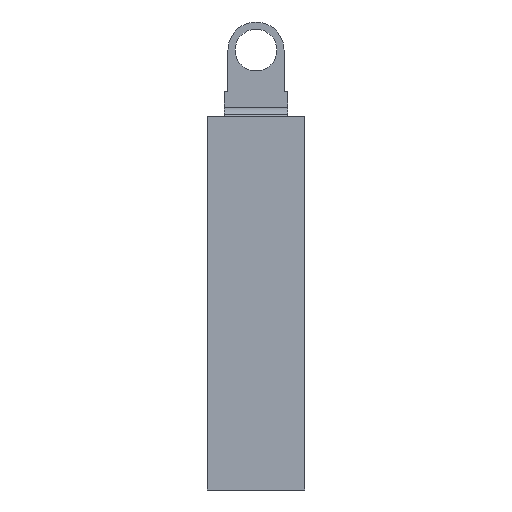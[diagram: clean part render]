
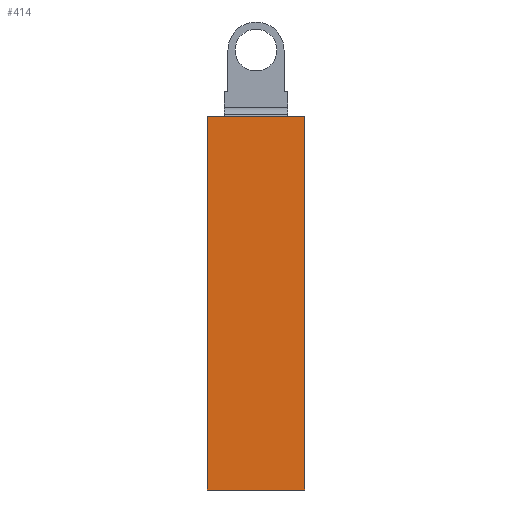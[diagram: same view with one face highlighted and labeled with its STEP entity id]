
A CAD part, left-side view. The second image highlights one B-rep face of the part: STEP entity #414.
In plain terms, the highlighted planar face has unit normal (-1, 0, 0).
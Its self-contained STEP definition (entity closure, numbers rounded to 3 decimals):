
#50=FACE_OUTER_BOUND('',#74,.T.);
#74=EDGE_LOOP('',(#315,#316,#317,#318,#319,#320));
#92=LINE('',#613,#135);
#93=LINE('',#619,#136);
#96=LINE('',#627,#139);
#104=LINE('',#645,#147);
#115=LINE('',#683,#158);
#116=LINE('',#684,#159);
#135=VECTOR('',#488,10.);
#136=VECTOR('',#493,10.);
#139=VECTOR('',#500,10.);
#147=VECTOR('',#516,10.);
#158=VECTOR('',#553,10.);
#159=VECTOR('',#554,10.);
#175=VERTEX_POINT('',#606);
#178=VERTEX_POINT('',#611);
#179=VERTEX_POINT('',#615);
#181=VERTEX_POINT('',#618);
#184=VERTEX_POINT('',#626);
#190=VERTEX_POINT('',#643);
#216=EDGE_CURVE('',#178,#175,#92,.T.);
#218=EDGE_CURVE('',#179,#181,#93,.T.);
#222=EDGE_CURVE('',#181,#184,#96,.T.);
#232=EDGE_CURVE('',#190,#179,#104,.T.);
#251=EDGE_CURVE('',#175,#190,#115,.T.);
#252=EDGE_CURVE('',#184,#178,#116,.T.);
#315=ORIENTED_EDGE('',*,*,#232,.F.);
#316=ORIENTED_EDGE('',*,*,#251,.F.);
#317=ORIENTED_EDGE('',*,*,#216,.F.);
#318=ORIENTED_EDGE('',*,*,#252,.F.);
#319=ORIENTED_EDGE('',*,*,#222,.F.);
#320=ORIENTED_EDGE('',*,*,#218,.F.);
#394=PLANE('',#463);
#414=ADVANCED_FACE('',(#50),#394,.F.);
#463=AXIS2_PLACEMENT_3D('',#682,#551,#552);
#488=DIRECTION('',(0.,1.,0.));
#493=DIRECTION('',(0.,-1.,0.));
#500=DIRECTION('',(0.,-1.,0.));
#516=DIRECTION('',(0.,-1.,0.));
#551=DIRECTION('center_axis',(1.,0.,0.));
#552=DIRECTION('ref_axis',(0.,0.,1.));
#553=DIRECTION('',(0.,0.,1.));
#554=DIRECTION('',(0.,0.,-1.));
#606=CARTESIAN_POINT('',(1.3,40.,-180.));
#611=CARTESIAN_POINT('',(1.3,0.,-180.));
#613=CARTESIAN_POINT('',(1.3,40.,-180.));
#615=CARTESIAN_POINT('',(1.3,33.001,-27.));
#618=CARTESIAN_POINT('',(1.3,6.999,-27.));
#619=CARTESIAN_POINT('',(1.3,2.,-27.));
#626=CARTESIAN_POINT('',(1.3,0.,-27.));
#627=CARTESIAN_POINT('',(1.3,2.,-27.));
#643=CARTESIAN_POINT('',(1.3,40.,-27.));
#645=CARTESIAN_POINT('',(1.3,2.,-27.));
#682=CARTESIAN_POINT('Origin',(1.3,4.,-18.5));
#683=CARTESIAN_POINT('',(1.3,40.,-9.25));
#684=CARTESIAN_POINT('',(1.3,0.,-19.25));
